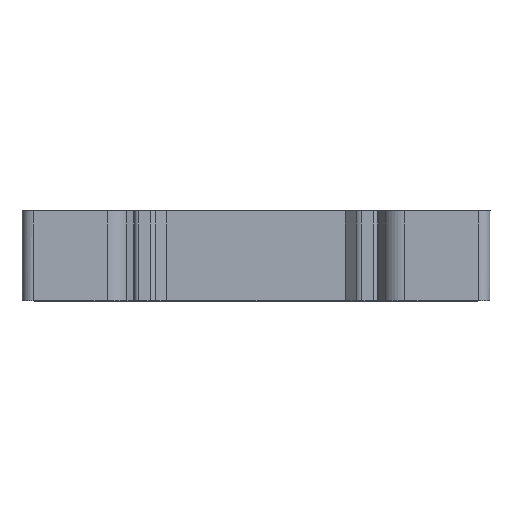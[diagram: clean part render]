
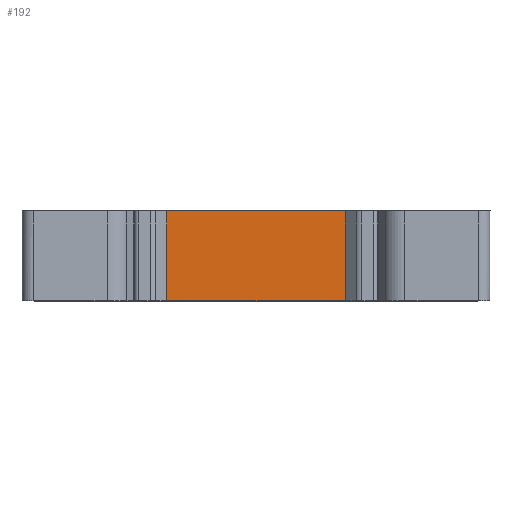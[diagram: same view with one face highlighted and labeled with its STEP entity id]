
A CAD part, front view. The second image highlights one B-rep face of the part: STEP entity #192.
In plain terms, the highlighted planar face has unit normal (0, -1, 0).
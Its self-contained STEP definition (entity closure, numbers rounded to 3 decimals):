
#48 = B_SPLINE_CURVE_WITH_KNOTS ( 'NONE', 3,
 ( #1371, #1348, #1338, #1344 ),
 .UNSPECIFIED., .F., .F.,
 ( 4, 4 ),
 ( 0., 1. ),
 .UNSPECIFIED. ) ;
#192 = ADVANCED_FACE ( 'NONE', ( #4726 ), #4736, .F. ) ;
#327 = LINE ( 'NONE', #328, #12911 ) ;
#328 = CARTESIAN_POINT ( 'NONE',  ( 1701.968, 762.625, 0.15 ) ) ;
#329 = DIRECTION ( 'NONE',  ( -1., 0., 0. ) ) ;
#738 = LINE ( 'NONE', #764, #12867 ) ;
#755 = DIRECTION ( 'NONE',  ( 0., 0., -1. ) ) ;
#764 = CARTESIAN_POINT ( 'NONE',  ( 1739.495, 762.625, 11.9 ) ) ;
#1338 = CARTESIAN_POINT ( 'NONE',  ( 1755.095, 762.625, 11.9 ) ) ;
#1344 = CARTESIAN_POINT ( 'NONE',  ( 1762.895, 762.625, 11.9 ) ) ;
#1348 = CARTESIAN_POINT ( 'NONE',  ( 1747.295, 762.625, 11.9 ) ) ;
#1371 = CARTESIAN_POINT ( 'NONE',  ( 1739.495, 762.625, 11.9 ) ) ;
#1492 = EDGE_CURVE ( 'NONE', #3504, #3545, #48, .T. ) ;
#1606 = EDGE_CURVE ( 'NONE', #3504, #3656, #738, .T. ) ;
#1672 = EDGE_CURVE ( 'NONE', #3689, #3656, #327, .T. ) ;
#1704 = EDGE_CURVE ( 'NONE', #3545, #3689, #6535, .T. ) ;
#3340 = EDGE_LOOP ( 'NONE', ( #13475, #13464, #13471, #13412 ) ) ;
#3504 = VERTEX_POINT ( 'NONE', #11649 ) ;
#3545 = VERTEX_POINT ( 'NONE', #11718 ) ;
#3656 = VERTEX_POINT ( 'NONE', #11778 ) ;
#3689 = VERTEX_POINT ( 'NONE', #11852 ) ;
#4719 = CARTESIAN_POINT ( 'NONE',  ( 1701.968, 762.625, 11.9 ) ) ;
#4726 = FACE_OUTER_BOUND ( 'NONE', #3340, .T. ) ;
#4732 = DIRECTION ( 'NONE',  ( 0., 1., 0. ) ) ;
#4736 = PLANE ( 'NONE',  #13051 ) ;
#4738 = DIRECTION ( 'NONE',  ( 0., 0., 1. ) ) ;
#6499 = DIRECTION ( 'NONE',  ( 0., 0., -1. ) ) ;
#6512 = CARTESIAN_POINT ( 'NONE',  ( 1762.895, 762.625, 11.9 ) ) ;
#6535 = LINE ( 'NONE', #6512, #12956 ) ;
#11649 = CARTESIAN_POINT ( 'NONE',  ( 1739.495, 762.625, 11.9 ) ) ;
#11718 = CARTESIAN_POINT ( 'NONE',  ( 1762.895, 762.625, 11.9 ) ) ;
#11778 = CARTESIAN_POINT ( 'NONE',  ( 1739.495, 762.625, 0.15 ) ) ;
#11852 = CARTESIAN_POINT ( 'NONE',  ( 1762.895, 762.625, 0.15 ) ) ;
#12867 = VECTOR ( 'NONE', #755, 1000. ) ;
#12911 = VECTOR ( 'NONE', #329, 1000. ) ;
#12956 = VECTOR ( 'NONE', #6499, 1000. ) ;
#13051 = AXIS2_PLACEMENT_3D ( 'NONE', #4719, #4732, #4738 ) ;
#13412 = ORIENTED_EDGE ( 'NONE', *, *, #1704, .F. ) ;
#13464 = ORIENTED_EDGE ( 'NONE', *, *, #1606, .T. ) ;
#13471 = ORIENTED_EDGE ( 'NONE', *, *, #1672, .F. ) ;
#13475 = ORIENTED_EDGE ( 'NONE', *, *, #1492, .F. ) ;
